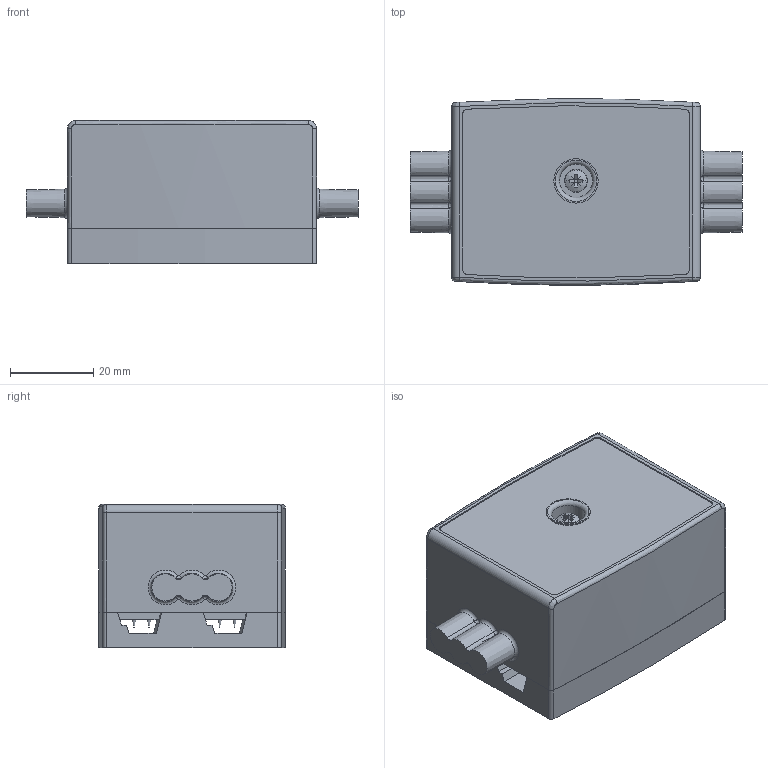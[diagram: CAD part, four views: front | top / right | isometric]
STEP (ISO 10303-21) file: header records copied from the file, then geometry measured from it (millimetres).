
FILE_DESCRIPTION(/* description */ ('Alibre Inc.'),/* implementation_level */ '2;1');
FILE_NAME(/* name */ 'export0',/* time_stamp */ '2017-07-14T11:19:27+02:00',/* author */ (''),/* organization */ (''),/* preprocessor_version */ 'ST-DEVELOPER v14',/* originating_system */ 'Alibre',/* authorisation */ '');
FILE_SCHEMA (('AUTOMOTIVE_DESIGN'));
Length unit declared in the file: millimetre
Products named in the file (4): 2; BENE INOX | 210216-3X30
Bounding box: 80 x 44.97 x 34.5 mm (x, y, z)
Volume: 87502.5 mm3; surface area: 21266 mm2
Topology: 3 solids, 4 shells, 245 faces, 583 edges, 374 vertices
Faces by surface type: plane 118, bspline 42, cylinder 32, cone 26, torus 25, sphere 2
Full cylindrical faces by diameter (mm): 3 x1, 3.18 x4, 3.5 x2, 8 x1, 10.67 x1
Entity records: 11926 total; most frequent: CARTESIAN_POINT 6641, ORIENTED_EDGE 1070, DIRECTION 894, EDGE_CURVE 535, AXIS2_PLACEMENT_3D 394, VERTEX_POINT 366, EDGE_LOOP 323, FACE_BOUND 323
